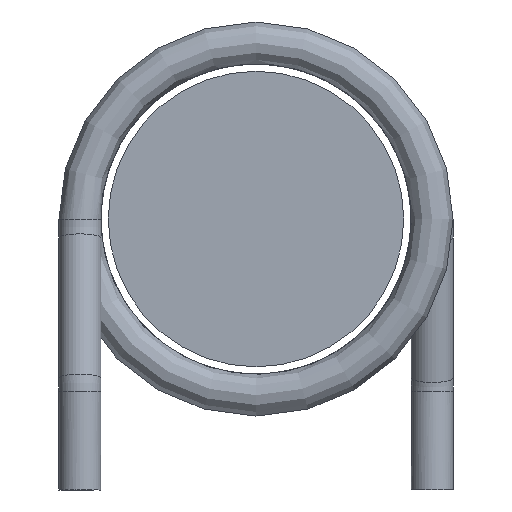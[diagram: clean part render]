
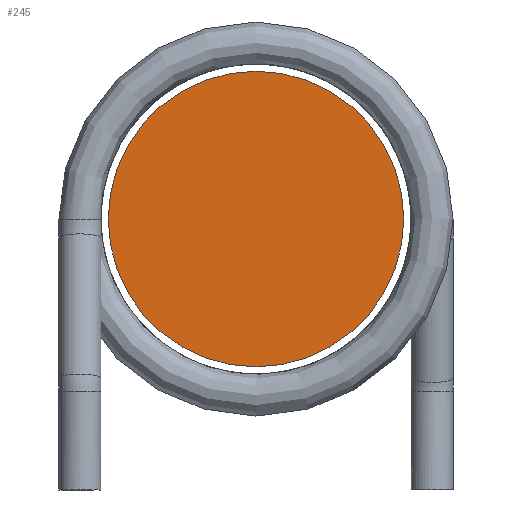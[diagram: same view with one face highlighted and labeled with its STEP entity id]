
A CAD part, left-side view. The second image highlights one B-rep face of the part: STEP entity #245.
In plain terms, the highlighted face is planar.
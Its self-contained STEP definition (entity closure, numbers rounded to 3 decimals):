
#57=ORIENTED_EDGE('',*,*,#71,.F.);
#71=EDGE_CURVE('',#83,#83,#93,.T.);
#83=VERTEX_POINT('',#1695);
#93=CIRCLE('',#277,6.);
#115=EDGE_LOOP('',(#57));
#139=FACE_BOUND('',#115,.T.);
#145=PLANE('',#276);
#245=ADVANCED_FACE('',(#139),#145,.F.);
#276=AXIS2_PLACEMENT_3D('',#1693,#322,#323);
#277=AXIS2_PLACEMENT_3D('',#1694,#324,#325);
#322=DIRECTION('',(0.,1.,0.));
#323=DIRECTION('',(0.,0.,1.));
#324=DIRECTION('',(0.,1.,0.));
#325=DIRECTION('',(1.,0.,0.));
#1693=CARTESIAN_POINT('',(0.,-15.4,0.));
#1694=CARTESIAN_POINT('',(0.,-15.4,0.));
#1695=CARTESIAN_POINT('',(6.,-15.4,0.));
